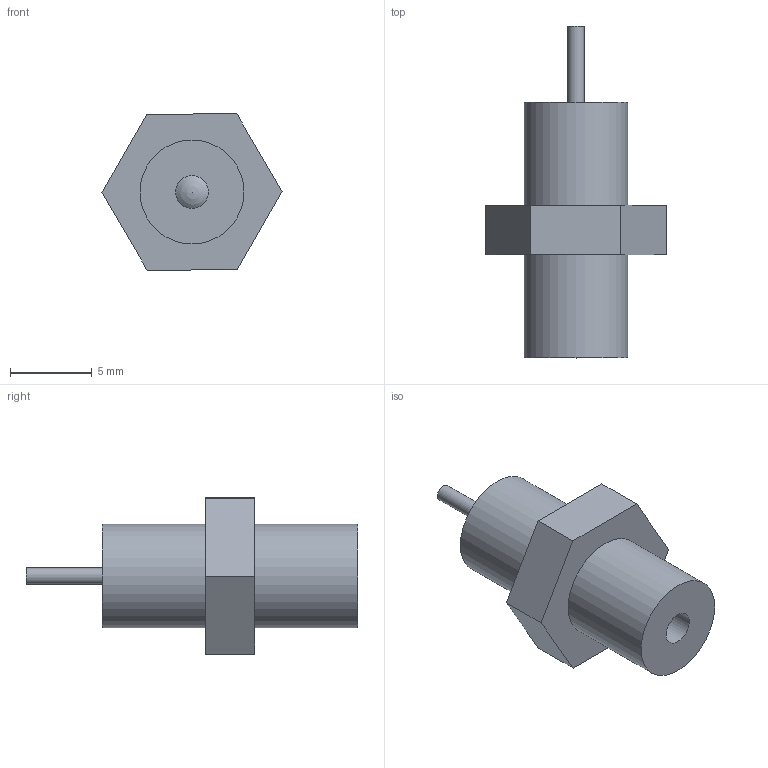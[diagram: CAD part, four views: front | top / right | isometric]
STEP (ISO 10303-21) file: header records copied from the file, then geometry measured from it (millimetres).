
FILE_DESCRIPTION(/* description */ ('ARM1G'),/* implementation_level */ '2;1');
FILE_NAME(/* name */ 'Safety valve complete',/* time_stamp */ '2020-05-03T12:08:41+01:00',/* author */ ('Keith Bucklitch'),/* organization */ ('G1MRA'),/* preprocessor_version */ 'ST-DEVELOPER v16.7',/* originating_system */ 'Solid Edge',/* authorisation */ 'Unknown');
FILE_SCHEMA (('AUTOMOTIVE_DESIGN {1 0 10303 214 3 1 1}'));
Length unit declared in the file: millimetre
Products named in the file (5): Safety valve complete; Safety valve spindle; Safety valve adjuster; Safety valve ball; Safety valve body
Assembly tree (4 placements, depth 2):
  Safety valve complete
    Safety valve spindle
    Safety valve adjuster
    Safety valve ball
    Safety valve body
Bounding box: 11 x 20.27 x 9.54 mm (x, y, z)
Volume: 521.1 mm3; surface area: 841.1 mm2
Topology: 4 solids, 4 shells, 35 faces, 74 edges, 50 vertices
Faces by surface type: plane 23, cylinder 10, cone 1, sphere 1
Full cylindrical faces by diameter (mm): 0.2 x1, 1 x1, 1.1 x1, 2 x1, 3.2 x1, 4.763 x1, 6.35 x2
Entity records: 989 total; most frequent: DIRECTION 160, CARTESIAN_POINT 145, ORIENTED_EDGE 118, AXIS2_PLACEMENT_3D 61, EDGE_CURVE 59, FACE_BOUND 53, EDGE_LOOP 52, VERTEX_POINT 46
